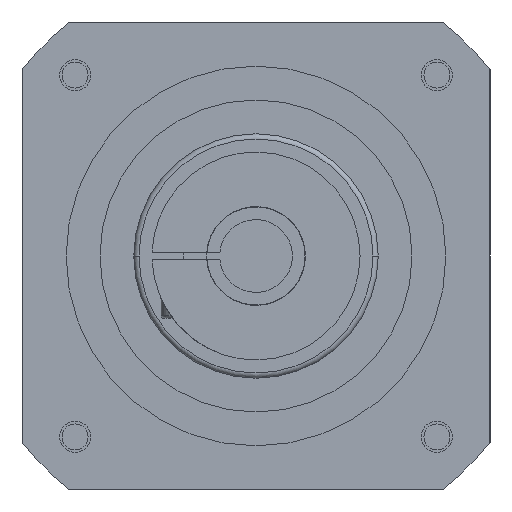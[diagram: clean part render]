
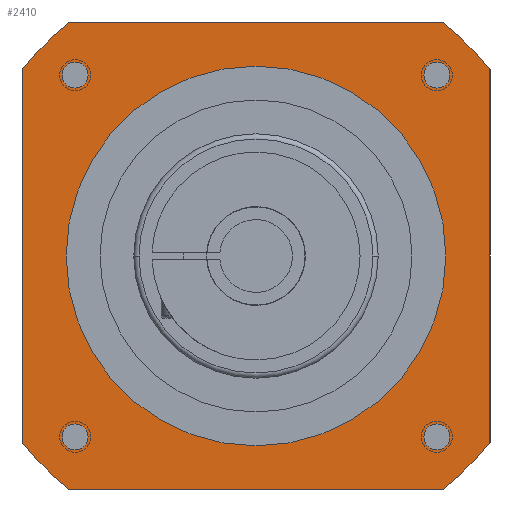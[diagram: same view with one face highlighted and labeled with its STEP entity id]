
A CAD part, left-side view. The second image highlights one B-rep face of the part: STEP entity #2410.
In plain terms, the highlighted planar face has unit normal (-1, 0, 0).
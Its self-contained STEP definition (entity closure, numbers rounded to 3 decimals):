
#25=CARTESIAN_POINT('',(0.,0.,0.));
#26=DIRECTION('',(-1.,0.,0.));
#27=DIRECTION('',(0.,-0.783,0.623));
#28=AXIS2_PLACEMENT_3D('',#25,#26,#27);
#30=DIRECTION('',(0.,0.,1.));
#31=VECTOR('',#30,71.589);
#32=CARTESIAN_POINT('',(0.,-45.,-35.795));
#33=LINE('',#32,#31);
#34=CARTESIAN_POINT('',(0.,0.,0.));
#35=DIRECTION('',(-1.,0.,0.));
#36=DIRECTION('',(0.,-0.623,-0.783));
#37=AXIS2_PLACEMENT_3D('',#34,#35,#36);
#39=DIRECTION('',(0.,-1.,0.));
#40=VECTOR('',#39,71.589);
#41=CARTESIAN_POINT('',(0.,35.795,-45.));
#42=LINE('',#41,#40);
#43=CARTESIAN_POINT('',(0.,0.,0.));
#44=DIRECTION('',(-1.,0.,0.));
#45=DIRECTION('',(0.,0.783,-0.623));
#46=AXIS2_PLACEMENT_3D('',#43,#44,#45);
#48=DIRECTION('',(0.,0.,-1.));
#49=VECTOR('',#48,71.589);
#50=CARTESIAN_POINT('',(0.,45.,35.795));
#51=LINE('',#50,#49);
#52=CARTESIAN_POINT('',(0.,0.,0.));
#53=DIRECTION('',(-1.,0.,0.));
#54=DIRECTION('',(0.,0.623,0.783));
#55=AXIS2_PLACEMENT_3D('',#52,#53,#54);
#57=DIRECTION('',(0.,1.,0.));
#58=VECTOR('',#57,71.589);
#59=CARTESIAN_POINT('',(0.,-35.795,45.));
#60=LINE('',#59,#58);
#61=CARTESIAN_POINT('',(0.,0.,0.));
#62=DIRECTION('',(1.,0.,0.));
#63=DIRECTION('',(0.,-1.,0.));
#64=AXIS2_PLACEMENT_3D('',#61,#62,#63);
#66=CARTESIAN_POINT('',(0.,0.,0.));
#67=DIRECTION('',(1.,0.,0.));
#68=DIRECTION('',(0.,1.,0.));
#69=AXIS2_PLACEMENT_3D('',#66,#67,#68);
#71=CARTESIAN_POINT('',(0.,-34.79,34.79));
#72=DIRECTION('',(-1.,0.,0.));
#73=DIRECTION('',(0.,0.,-1.));
#74=AXIS2_PLACEMENT_3D('',#71,#72,#73);
#76=CARTESIAN_POINT('',(0.,-34.79,34.79));
#77=DIRECTION('',(-1.,0.,0.));
#78=DIRECTION('',(0.,0.,1.));
#79=AXIS2_PLACEMENT_3D('',#76,#77,#78);
#81=CARTESIAN_POINT('',(0.,-34.79,-34.79));
#82=DIRECTION('',(-1.,0.,0.));
#83=DIRECTION('',(0.,0.,-1.));
#84=AXIS2_PLACEMENT_3D('',#81,#82,#83);
#86=CARTESIAN_POINT('',(0.,-34.79,-34.79));
#87=DIRECTION('',(-1.,0.,0.));
#88=DIRECTION('',(0.,0.,1.));
#89=AXIS2_PLACEMENT_3D('',#86,#87,#88);
#91=CARTESIAN_POINT('',(0.,34.79,-34.79));
#92=DIRECTION('',(-1.,0.,0.));
#93=DIRECTION('',(0.,0.,-1.));
#94=AXIS2_PLACEMENT_3D('',#91,#92,#93);
#96=CARTESIAN_POINT('',(0.,34.79,-34.79));
#97=DIRECTION('',(-1.,0.,0.));
#98=DIRECTION('',(0.,0.,1.));
#99=AXIS2_PLACEMENT_3D('',#96,#97,#98);
#101=CARTESIAN_POINT('',(0.,34.79,34.79));
#102=DIRECTION('',(-1.,0.,0.));
#103=DIRECTION('',(0.,0.,-1.));
#104=AXIS2_PLACEMENT_3D('',#101,#102,#103);
#106=CARTESIAN_POINT('',(0.,34.79,34.79));
#107=DIRECTION('',(-1.,0.,0.));
#108=DIRECTION('',(0.,0.,1.));
#109=AXIS2_PLACEMENT_3D('',#106,#107,#108);
#2066=CARTESIAN_POINT('',(0.,-45.,35.795));
#2067=CARTESIAN_POINT('',(0.,-35.795,45.));
#2068=VERTEX_POINT('',#2066);
#2069=VERTEX_POINT('',#2067);
#2070=CARTESIAN_POINT('',(0.,35.795,45.));
#2071=VERTEX_POINT('',#2070);
#2072=CARTESIAN_POINT('',(0.,45.,35.795));
#2073=VERTEX_POINT('',#2072);
#2074=CARTESIAN_POINT('',(0.,45.,-35.795));
#2075=VERTEX_POINT('',#2074);
#2076=CARTESIAN_POINT('',(0.,35.795,-45.));
#2077=VERTEX_POINT('',#2076);
#2078=CARTESIAN_POINT('',(0.,-35.795,-45.));
#2079=VERTEX_POINT('',#2078);
#2080=CARTESIAN_POINT('',(0.,-45.,-35.795));
#2081=VERTEX_POINT('',#2080);
#2098=CARTESIAN_POINT('',(0.,-36.51,0.));
#2099=CARTESIAN_POINT('',(0.,36.51,0.));
#2100=VERTEX_POINT('',#2098);
#2101=VERTEX_POINT('',#2099);
#2118=CARTESIAN_POINT('',(0.,-34.79,32.29));
#2119=CARTESIAN_POINT('',(0.,-34.79,37.29));
#2120=VERTEX_POINT('',#2118);
#2121=VERTEX_POINT('',#2119);
#2122=CARTESIAN_POINT('',(0.,-34.79,-37.29));
#2123=CARTESIAN_POINT('',(0.,-34.79,-32.29));
#2124=VERTEX_POINT('',#2122);
#2125=VERTEX_POINT('',#2123);
#2126=CARTESIAN_POINT('',(0.,34.79,-37.29));
#2127=CARTESIAN_POINT('',(0.,34.79,-32.29));
#2128=VERTEX_POINT('',#2126);
#2129=VERTEX_POINT('',#2127);
#2130=CARTESIAN_POINT('',(0.,34.79,32.29));
#2131=CARTESIAN_POINT('',(0.,34.79,37.29));
#2132=VERTEX_POINT('',#2130);
#2133=VERTEX_POINT('',#2131);
#2358=CARTESIAN_POINT('',(0.,0.,0.));
#2359=DIRECTION('',(-1.,0.,0.));
#2360=DIRECTION('',(0.,0.,-1.));
#2361=AXIS2_PLACEMENT_3D('',#2358,#2359,#2360);
#2362=PLANE('',#2361);
#2364=ORIENTED_EDGE('',*,*,#2363,.F.);
#2366=ORIENTED_EDGE('',*,*,#2365,.F.);
#2368=ORIENTED_EDGE('',*,*,#2367,.F.);
#2370=ORIENTED_EDGE('',*,*,#2369,.F.);
#2372=ORIENTED_EDGE('',*,*,#2371,.F.);
#2374=ORIENTED_EDGE('',*,*,#2373,.F.);
#2376=ORIENTED_EDGE('',*,*,#2375,.F.);
#2378=ORIENTED_EDGE('',*,*,#2377,.F.);
#2379=EDGE_LOOP('',(#2364,#2366,#2368,#2370,#2372,#2374,#2376,#2378));
#2380=FACE_OUTER_BOUND('',#2379,.F.);
#2382=ORIENTED_EDGE('',*,*,#2381,.F.);
#2384=ORIENTED_EDGE('',*,*,#2383,.F.);
#2385=EDGE_LOOP('',(#2382,#2384));
#2386=FACE_BOUND('',#2385,.F.);
#2388=ORIENTED_EDGE('',*,*,#2387,.T.);
#2389=ORIENTED_EDGE('',*,*,#2347,.T.);
#2390=EDGE_LOOP('',(#2388,#2389));
#2391=FACE_BOUND('',#2390,.F.);
#2393=ORIENTED_EDGE('',*,*,#2392,.T.);
#2395=ORIENTED_EDGE('',*,*,#2394,.T.);
#2396=EDGE_LOOP('',(#2393,#2395));
#2397=FACE_BOUND('',#2396,.F.);
#2399=ORIENTED_EDGE('',*,*,#2398,.T.);
#2401=ORIENTED_EDGE('',*,*,#2400,.T.);
#2402=EDGE_LOOP('',(#2399,#2401));
#2403=FACE_BOUND('',#2402,.F.);
#2405=ORIENTED_EDGE('',*,*,#2404,.T.);
#2407=ORIENTED_EDGE('',*,*,#2406,.T.);
#2408=EDGE_LOOP('',(#2405,#2407));
#2409=FACE_BOUND('',#2408,.F.);
#29=CIRCLE('',#28,57.5);
#38=CIRCLE('',#37,57.5);
#47=CIRCLE('',#46,57.5);
#56=CIRCLE('',#55,57.5);
#65=CIRCLE('',#64,36.51);
#70=CIRCLE('',#69,36.51);
#75=CIRCLE('',#74,2.5);
#80=CIRCLE('',#79,2.5);
#85=CIRCLE('',#84,2.5);
#90=CIRCLE('',#89,2.5);
#95=CIRCLE('',#94,2.5);
#100=CIRCLE('',#99,2.5);
#105=CIRCLE('',#104,2.5);
#110=CIRCLE('',#109,2.5);
#2347=EDGE_CURVE('',#2121,#2120,#80,.T.);
#2363=EDGE_CURVE('',#2068,#2069,#29,.T.);
#2365=EDGE_CURVE('',#2081,#2068,#33,.T.);
#2367=EDGE_CURVE('',#2079,#2081,#38,.T.);
#2369=EDGE_CURVE('',#2077,#2079,#42,.T.);
#2371=EDGE_CURVE('',#2075,#2077,#47,.T.);
#2373=EDGE_CURVE('',#2073,#2075,#51,.T.);
#2375=EDGE_CURVE('',#2071,#2073,#56,.T.);
#2377=EDGE_CURVE('',#2069,#2071,#60,.T.);
#2381=EDGE_CURVE('',#2100,#2101,#65,.T.);
#2383=EDGE_CURVE('',#2101,#2100,#70,.T.);
#2387=EDGE_CURVE('',#2120,#2121,#75,.T.);
#2392=EDGE_CURVE('',#2124,#2125,#85,.T.);
#2394=EDGE_CURVE('',#2125,#2124,#90,.T.);
#2398=EDGE_CURVE('',#2128,#2129,#95,.T.);
#2400=EDGE_CURVE('',#2129,#2128,#100,.T.);
#2404=EDGE_CURVE('',#2132,#2133,#105,.T.);
#2406=EDGE_CURVE('',#2133,#2132,#110,.T.);
#2410=ADVANCED_FACE('',(#2380,#2386,#2391,#2397,#2403,#2409),#2362,.T.);
